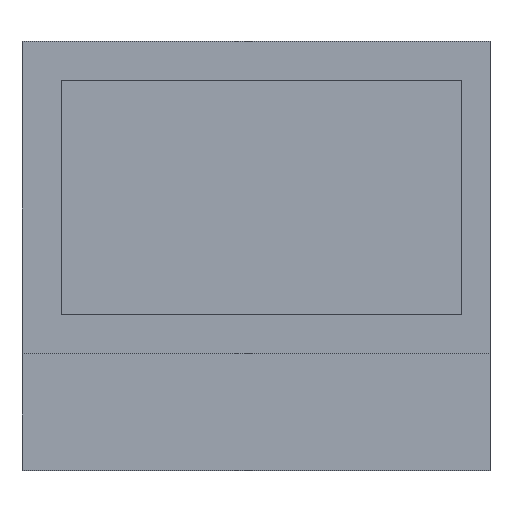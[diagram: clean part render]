
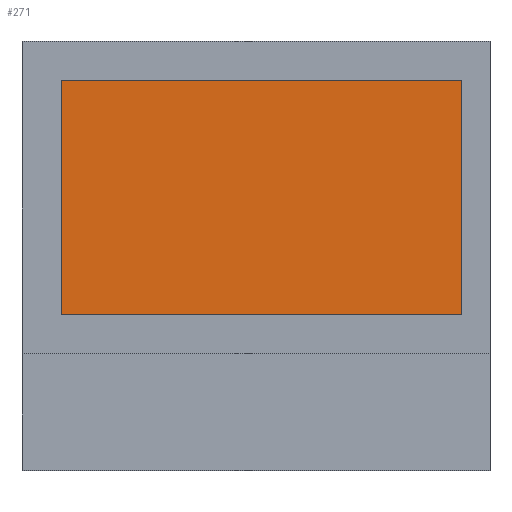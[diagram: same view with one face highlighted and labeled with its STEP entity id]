
A CAD part, top view. The second image highlights one B-rep face of the part: STEP entity #271.
In plain terms, the highlighted planar face has unit normal (0, 0, 1).
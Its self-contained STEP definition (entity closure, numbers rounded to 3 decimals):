
#21=FACE_OUTER_BOUND('',#36,.T.);
#36=EDGE_LOOP('',(#196,#197,#198,#199));
#50=LINE('',#387,#86);
#54=LINE('',#394,#90);
#57=LINE('',#400,#93);
#59=LINE('',#403,#95);
#86=VECTOR('',#317,10.);
#90=VECTOR('',#323,10.);
#93=VECTOR('',#328,10.);
#95=VECTOR('',#332,10.);
#122=VERTEX_POINT('',#384);
#123=VERTEX_POINT('',#386);
#125=VERTEX_POINT('',#392);
#127=VERTEX_POINT('',#398);
#146=EDGE_CURVE('',#122,#123,#50,.T.);
#150=EDGE_CURVE('',#125,#122,#54,.T.);
#153=EDGE_CURVE('',#127,#125,#57,.T.);
#155=EDGE_CURVE('',#123,#127,#59,.T.);
#196=ORIENTED_EDGE('',*,*,#155,.F.);
#197=ORIENTED_EDGE('',*,*,#146,.F.);
#198=ORIENTED_EDGE('',*,*,#150,.F.);
#199=ORIENTED_EDGE('',*,*,#153,.F.);
#256=PLANE('',#300);
#271=ADVANCED_FACE('',(#21),#256,.F.);
#300=AXIS2_PLACEMENT_3D('',#404,#333,#334);
#317=DIRECTION('',(0.,-1.,0.));
#323=DIRECTION('',(1.,0.,0.));
#328=DIRECTION('',(0.,1.,0.));
#332=DIRECTION('',(-1.,0.,0.));
#333=DIRECTION('center_axis',(0.,0.,-1.));
#334=DIRECTION('ref_axis',(-1.,0.,0.));
#384=CARTESIAN_POINT('',(11.275,10.,1.15));
#386=CARTESIAN_POINT('',(11.275,4.006,1.15));
#387=CARTESIAN_POINT('',(11.275,10.,1.15));
#392=CARTESIAN_POINT('',(1.,10.,1.15));
#394=CARTESIAN_POINT('',(1.,10.,1.15));
#398=CARTESIAN_POINT('',(1.,4.006,1.15));
#400=CARTESIAN_POINT('',(1.,4.006,1.15));
#403=CARTESIAN_POINT('',(11.275,4.006,1.15));
#404=CARTESIAN_POINT('Origin',(6.138,7.003,1.15));
